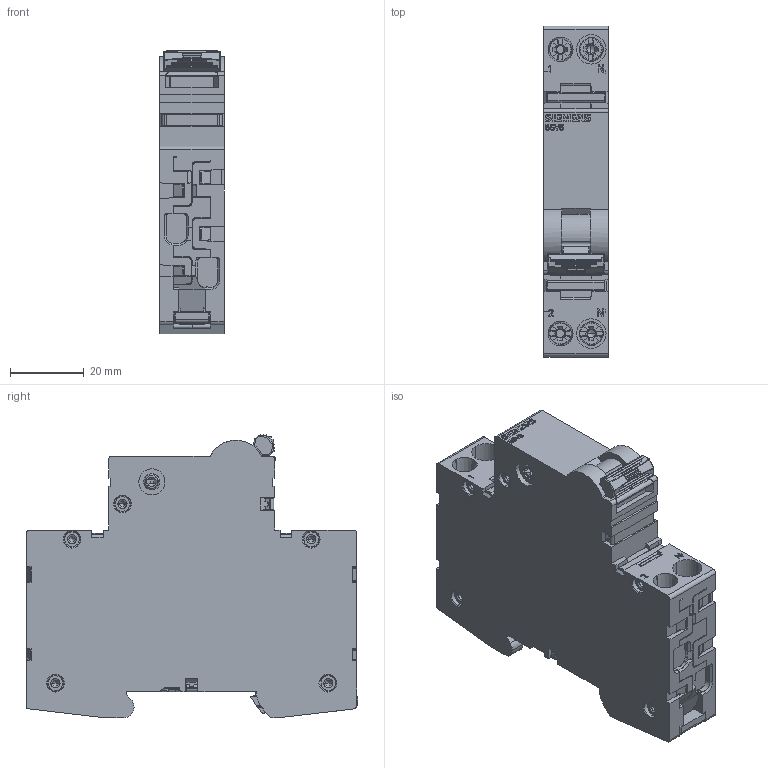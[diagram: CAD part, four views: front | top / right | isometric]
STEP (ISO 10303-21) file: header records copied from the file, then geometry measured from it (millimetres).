
FILE_DESCRIPTION(('STEP AP214'),'1');
FILE_NAME('cctmp_286179F3-2649-4A39-99D9-C4705308BEC8_2023_07_22_08_40_50_0033..stp','2023-07-22T06:40:51',('SIEMENS A&D'),('CADClick - www.CADClick.com'),'Spatial InterOp 3D postprocessed',' ','unknown authorization');
FILE_SCHEMA(('AUTOMOTIVE_DESIGN'));
Length unit declared in the file: millimetre
Products named in the file (3): cc_unnamed; 2023_07_22_08_40_49_0967; 2023_07_22_08_40_49_0963
Assembly tree (2 placements, depth 2):
  cc_unnamed
    2023_07_22_08_40_49_0967
    2023_07_22_08_40_49_0963
Bounding box: 17.6 x 90 x 77.06 mm (x, y, z)
Volume: 79621.4 mm3; surface area: 30332.1 mm2
Topology: 2 solids, 11 shells, 1796 faces, 5101 edges, 3277 vertices
Faces by surface type: plane 1116, cylinder 356, cone 195, torus 45, sphere 38, bspline 23, extrusion 23
Entity records: 65557 total; most frequent: CARTESIAN_POINT 13318, ORIENTED_EDGE 10090, DIRECTION 9417, EDGE_CURVE 5045, VECTOR 3579, LINE 3556, VERTEX_POINT 3276, AXIS2_PLACEMENT_3D 2919
